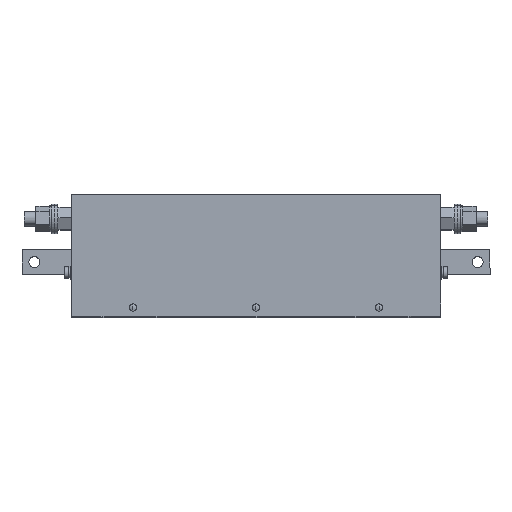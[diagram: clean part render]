
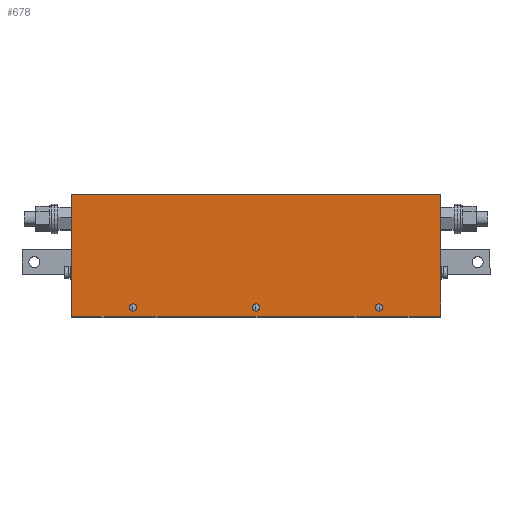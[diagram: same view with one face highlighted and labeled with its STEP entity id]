
A CAD part, top view. The second image highlights one B-rep face of the part: STEP entity #678.
In plain terms, the highlighted planar face has unit normal (0, 0, 1).
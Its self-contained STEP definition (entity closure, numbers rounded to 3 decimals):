
#3 = EDGE_LOOP ( 'NONE', ( #5765, #5454 ) ) ;
#174 = CARTESIAN_POINT ( 'NONE',  ( 100., 7., 105. ) ) ;
#226 = CARTESIAN_POINT ( 'NONE',  ( 0., 7., 105. ) ) ;
#257 = EDGE_CURVE ( 'NONE', #1909, #2150, #2369, .T. ) ;
#332 = CARTESIAN_POINT ( 'NONE',  ( 100., 7., 105. ) ) ;
#387 = EDGE_CURVE ( 'NONE', #2293, #6114, #882, .T. ) ;
#435 = CARTESIAN_POINT ( 'NONE',  ( 97., 7., 105. ) ) ;
#452 = EDGE_LOOP ( 'NONE', ( #5667, #6040 ) ) ;
#647 = CARTESIAN_POINT ( 'NONE',  ( 150., 0., 105. ) ) ;
#648 = DIRECTION ( 'NONE',  ( 0., -1., 0. ) ) ;
#678 = ADVANCED_FACE ( 'NONE', ( #3010, #1870, #4195, #6509 ), #3618, .F. ) ;
#807 = DIRECTION ( 'NONE',  ( -1., 0., 0. ) ) ;
#882 = LINE ( 'NONE', #3167, #1400 ) ;
#1006 = DIRECTION ( 'NONE',  ( -1., 0., 0. ) ) ;
#1269 = CARTESIAN_POINT ( 'NONE',  ( 150., 99., 105. ) ) ;
#1318 = CIRCLE ( 'NONE', #3752, 3. ) ;
#1320 = ORIENTED_EDGE ( 'NONE', *, *, #3858, .T. ) ;
#1358 = EDGE_LOOP ( 'NONE', ( #4444, #2450 ) ) ;
#1400 = VECTOR ( 'NONE', #1949, 1000. ) ;
#1519 = VERTEX_POINT ( 'NONE', #7325 ) ;
#1521 = CARTESIAN_POINT ( 'NONE',  ( 150., 99., 105. ) ) ;
#1754 = DIRECTION ( 'NONE',  ( 0., 0., -1. ) ) ;
#1803 = DIRECTION ( 'NONE',  ( 0., 0., 1. ) ) ;
#1870 = FACE_BOUND ( 'NONE', #1358, .T. ) ;
#1909 = VERTEX_POINT ( 'NONE', #5884 ) ;
#1949 = DIRECTION ( 'NONE',  ( -1., 0., 0. ) ) ;
#2068 = EDGE_CURVE ( 'NONE', #7145, #7004, #1318, .T. ) ;
#2131 = DIRECTION ( 'NONE',  ( 0., -1., 0. ) ) ;
#2150 = VERTEX_POINT ( 'NONE', #435 ) ;
#2156 = DIRECTION ( 'NONE',  ( 0., 0., 1. ) ) ;
#2198 = ORIENTED_EDGE ( 'NONE', *, *, #2207, .T. ) ;
#2207 = EDGE_CURVE ( 'NONE', #5684, #1519, #3587, .T. ) ;
#2293 = VERTEX_POINT ( 'NONE', #4735 ) ;
#2369 = CIRCLE ( 'NONE', #6623, 3. ) ;
#2450 = ORIENTED_EDGE ( 'NONE', *, *, #7184, .F. ) ;
#2560 = VERTEX_POINT ( 'NONE', #6887 ) ;
#2582 = EDGE_CURVE ( 'NONE', #2560, #4410, #6677, .T. ) ;
#2635 = EDGE_LOOP ( 'NONE', ( #1320, #6067, #3701, #2198 ) ) ;
#2852 = DIRECTION ( 'NONE',  ( -1., 0., 0. ) ) ;
#3010 = FACE_BOUND ( 'NONE', #452, .T. ) ;
#3041 = CIRCLE ( 'NONE', #4996, 3. ) ;
#3167 = CARTESIAN_POINT ( 'NONE',  ( 150., 0., 105. ) ) ;
#3221 = DIRECTION ( 'NONE',  ( 0., 0., 1. ) ) ;
#3222 = CARTESIAN_POINT ( 'NONE',  ( -97., 7., 105. ) ) ;
#3249 = CIRCLE ( 'NONE', #4346, 3. ) ;
#3458 = EDGE_CURVE ( 'NONE', #7004, #7145, #3041, .T. ) ;
#3531 = VECTOR ( 'NONE', #2131, 1000. ) ;
#3587 = LINE ( 'NONE', #1269, #6670 ) ;
#3618 = PLANE ( 'NONE',  #6633 ) ;
#3701 = ORIENTED_EDGE ( 'NONE', *, *, #4072, .F. ) ;
#3752 = AXIS2_PLACEMENT_3D ( 'NONE', #6254, #5801, #1006 ) ;
#3758 = DIRECTION ( 'NONE',  ( -1., 0., 0. ) ) ;
#3858 = EDGE_CURVE ( 'NONE', #1519, #6114, #5378, .T. ) ;
#4072 = EDGE_CURVE ( 'NONE', #5684, #2293, #7337, .T. ) ;
#4195 = FACE_BOUND ( 'NONE', #3, .T. ) ;
#4346 = AXIS2_PLACEMENT_3D ( 'NONE', #332, #2156, #3758 ) ;
#4367 = EDGE_CURVE ( 'NONE', #4410, #2560, #4880, .T. ) ;
#4410 = VERTEX_POINT ( 'NONE', #6611 ) ;
#4444 = ORIENTED_EDGE ( 'NONE', *, *, #257, .F. ) ;
#4466 = CARTESIAN_POINT ( 'NONE',  ( 0., 7., 105. ) ) ;
#4735 = CARTESIAN_POINT ( 'NONE',  ( 150., 0., 105. ) ) ;
#4738 = DIRECTION ( 'NONE',  ( 0., 0., 1. ) ) ;
#4867 = DIRECTION ( 'NONE',  ( -1., 0., 0. ) ) ;
#4869 = VECTOR ( 'NONE', #648, 1000. ) ;
#4880 = CIRCLE ( 'NONE', #7427, 3. ) ;
#4913 = CARTESIAN_POINT ( 'NONE',  ( 150., 0., 105. ) ) ;
#4996 = AXIS2_PLACEMENT_3D ( 'NONE', #5955, #4738, #807 ) ;
#5270 = DIRECTION ( 'NONE',  ( -1., 0., 0. ) ) ;
#5378 = LINE ( 'NONE', #7002, #4869 ) ;
#5454 = ORIENTED_EDGE ( 'NONE', *, *, #3458, .F. ) ;
#5667 = ORIENTED_EDGE ( 'NONE', *, *, #2582, .F. ) ;
#5684 = VERTEX_POINT ( 'NONE', #1521 ) ;
#5755 = DIRECTION ( 'NONE',  ( 0., 0., 1. ) ) ;
#5765 = ORIENTED_EDGE ( 'NONE', *, *, #2068, .F. ) ;
#5801 = DIRECTION ( 'NONE',  ( 0., 0., 1. ) ) ;
#5822 = AXIS2_PLACEMENT_3D ( 'NONE', #4466, #5755, #2852 ) ;
#5884 = CARTESIAN_POINT ( 'NONE',  ( 103., 7., 105. ) ) ;
#5943 = DIRECTION ( 'NONE',  ( -1., 0., 0. ) ) ;
#5955 = CARTESIAN_POINT ( 'NONE',  ( -100., 7., 105. ) ) ;
#6040 = ORIENTED_EDGE ( 'NONE', *, *, #4367, .F. ) ;
#6067 = ORIENTED_EDGE ( 'NONE', *, *, #387, .F. ) ;
#6114 = VERTEX_POINT ( 'NONE', #7399 ) ;
#6254 = CARTESIAN_POINT ( 'NONE',  ( -100., 7., 105. ) ) ;
#6467 = CARTESIAN_POINT ( 'NONE',  ( -103., 7., 105. ) ) ;
#6509 = FACE_OUTER_BOUND ( 'NONE', #2635, .T. ) ;
#6611 = CARTESIAN_POINT ( 'NONE',  ( -3., 7., 105. ) ) ;
#6623 = AXIS2_PLACEMENT_3D ( 'NONE', #174, #1803, #7476 ) ;
#6633 = AXIS2_PLACEMENT_3D ( 'NONE', #647, #1754, #5943 ) ;
#6670 = VECTOR ( 'NONE', #5270, 1000. ) ;
#6677 = CIRCLE ( 'NONE', #5822, 3. ) ;
#6887 = CARTESIAN_POINT ( 'NONE',  ( 3., 7., 105. ) ) ;
#7002 = CARTESIAN_POINT ( 'NONE',  ( -150., 0., 105. ) ) ;
#7004 = VERTEX_POINT ( 'NONE', #6467 ) ;
#7145 = VERTEX_POINT ( 'NONE', #3222 ) ;
#7184 = EDGE_CURVE ( 'NONE', #2150, #1909, #3249, .T. ) ;
#7325 = CARTESIAN_POINT ( 'NONE',  ( -150., 99., 105. ) ) ;
#7337 = LINE ( 'NONE', #4913, #3531 ) ;
#7399 = CARTESIAN_POINT ( 'NONE',  ( -150., 0., 105. ) ) ;
#7427 = AXIS2_PLACEMENT_3D ( 'NONE', #226, #3221, #4867 ) ;
#7476 = DIRECTION ( 'NONE',  ( -1., 0., 0. ) ) ;
